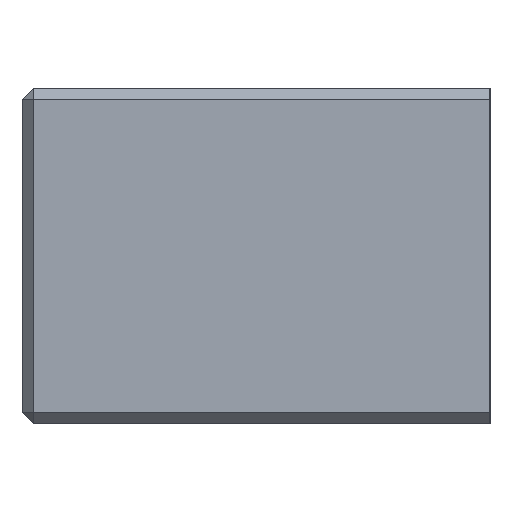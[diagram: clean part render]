
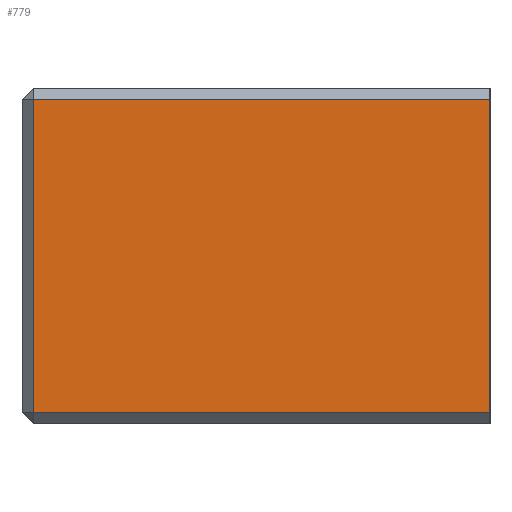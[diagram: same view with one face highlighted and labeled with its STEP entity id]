
A CAD part, left-side view. The second image highlights one B-rep face of the part: STEP entity #779.
In plain terms, the highlighted planar face has unit normal (-1, 0, 0).
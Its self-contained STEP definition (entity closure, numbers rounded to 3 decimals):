
#86=FACE_OUTER_BOUND('',#142,.T.);
#142=EDGE_LOOP('',(#696,#697,#698,#699));
#186=LINE('',#1229,#264);
#192=LINE('',#1240,#270);
#195=LINE('',#1246,#273);
#217=LINE('',#1288,#295);
#264=VECTOR('',#1009,10.);
#270=VECTOR('',#1019,10.);
#273=VECTOR('',#1024,10.);
#295=VECTOR('',#1062,10.);
#372=VERTEX_POINT('',#1222);
#374=VERTEX_POINT('',#1227);
#377=VERTEX_POINT('',#1235);
#378=VERTEX_POINT('',#1242);
#460=EDGE_CURVE('',#374,#372,#186,.T.);
#466=EDGE_CURVE('',#372,#377,#192,.T.);
#469=EDGE_CURVE('',#377,#378,#195,.T.);
#491=EDGE_CURVE('',#374,#378,#217,.T.);
#696=ORIENTED_EDGE('',*,*,#460,.F.);
#697=ORIENTED_EDGE('',*,*,#491,.T.);
#698=ORIENTED_EDGE('',*,*,#469,.F.);
#699=ORIENTED_EDGE('',*,*,#466,.F.);
#733=PLANE('',#859);
#779=ADVANCED_FACE('',(#86),#733,.T.);
#859=AXIS2_PLACEMENT_3D('',#1302,#1081,#1082);
#1009=DIRECTION('',(0.,1.,0.));
#1019=DIRECTION('',(0.,0.,1.));
#1024=DIRECTION('',(0.,-1.,0.));
#1062=DIRECTION('',(0.,0.,1.));
#1081=DIRECTION('center_axis',(-1.,0.,0.));
#1082=DIRECTION('ref_axis',(0.,-1.,0.));
#1222=CARTESIAN_POINT('',(0.,81.82,2.));
#1227=CARTESIAN_POINT('',(0.,0.,2.));
#1229=CARTESIAN_POINT('',(0.,66.033,2.));
#1235=CARTESIAN_POINT('',(0.,81.82,58.));
#1240=CARTESIAN_POINT('',(0.,81.82,0.));
#1242=CARTESIAN_POINT('',(0.,0.,58.));
#1246=CARTESIAN_POINT('',(0.,66.033,58.));
#1288=CARTESIAN_POINT('',(0.,0.,0.));
#1302=CARTESIAN_POINT('Origin',(0.,83.82,0.));
